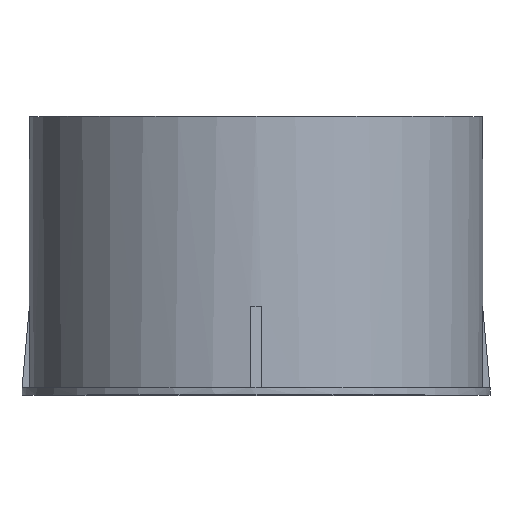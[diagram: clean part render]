
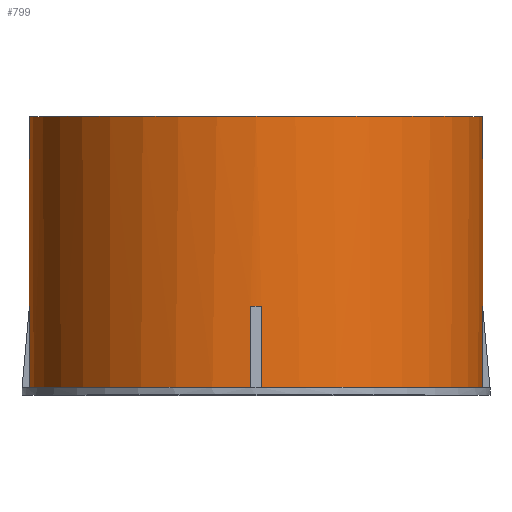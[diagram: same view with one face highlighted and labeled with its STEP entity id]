
A CAD part, top view. The second image highlights one B-rep face of the part: STEP entity #799.
In plain terms, the highlighted cylindrical face has radius 61 mm (diameter 122 mm), a full revolution.
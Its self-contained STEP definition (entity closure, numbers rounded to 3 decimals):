
#30=CIRCLE('',#872,61.);
#31=CIRCLE('',#874,61.);
#32=CIRCLE('',#877,61.);
#33=CIRCLE('',#878,61.);
#34=CIRCLE('',#881,61.);
#56=CYLINDRICAL_SURFACE('',#871,61.);
#66=ELLIPSE('',#862,61.254,61.);
#67=ELLIPSE('',#864,61.254,61.);
#70=ELLIPSE('',#873,61.254,61.);
#71=ELLIPSE('',#875,61.254,61.);
#72=ELLIPSE('',#876,61.254,61.);
#73=ELLIPSE('',#879,61.254,61.);
#74=ELLIPSE('',#880,61.254,61.);
#75=ELLIPSE('',#882,61.254,61.);
#89=FACE_OUTER_BOUND('',#134,.T.);
#134=EDGE_LOOP('',(#555,#556,#557,#558,#559,#560,#561,#562,#563,#564,#565,
#566,#567,#568,#569,#570,#571,#572,#573,#574,#575,#576,#577));
#187=LINE('',#1201,#261);
#196=LINE('',#1223,#270);
#203=LINE('',#1243,#277);
#204=LINE('',#1247,#278);
#205=LINE('',#1251,#279);
#206=LINE('',#1257,#280);
#207=LINE('',#1262,#281);
#208=LINE('',#1268,#282);
#209=LINE('',#1272,#283);
#261=VECTOR('',#951,10.);
#270=VECTOR('',#970,10.);
#277=VECTOR('',#991,61.);
#278=VECTOR('',#994,10.);
#279=VECTOR('',#997,10.);
#280=VECTOR('',#1002,10.);
#281=VECTOR('',#1007,10.);
#282=VECTOR('',#1012,10.);
#283=VECTOR('',#1015,10.);
#335=VERTEX_POINT('',#1199);
#336=VERTEX_POINT('',#1200);
#341=VERTEX_POINT('',#1212);
#342=VERTEX_POINT('',#1213);
#344=VERTEX_POINT('',#1222);
#349=VERTEX_POINT('',#1240);
#350=VERTEX_POINT('',#1242);
#351=VERTEX_POINT('',#1244);
#352=VERTEX_POINT('',#1246);
#353=VERTEX_POINT('',#1248);
#354=VERTEX_POINT('',#1250);
#355=VERTEX_POINT('',#1252);
#356=VERTEX_POINT('',#1254);
#357=VERTEX_POINT('',#1256);
#358=VERTEX_POINT('',#1259);
#359=VERTEX_POINT('',#1261);
#360=VERTEX_POINT('',#1263);
#361=VERTEX_POINT('',#1265);
#362=VERTEX_POINT('',#1267);
#363=VERTEX_POINT('',#1269);
#364=VERTEX_POINT('',#1271);
#409=EDGE_CURVE('',#335,#336,#187,.T.);
#415=EDGE_CURVE('',#341,#342,#66,.T.);
#418=EDGE_CURVE('',#336,#341,#67,.T.);
#420=EDGE_CURVE('',#342,#344,#196,.T.);
#429=EDGE_CURVE('',#349,#349,#30,.T.);
#430=EDGE_CURVE('',#349,#350,#203,.T.);
#431=EDGE_CURVE('',#350,#351,#70,.T.);
#432=EDGE_CURVE('',#351,#352,#204,.T.);
#433=EDGE_CURVE('',#353,#352,#31,.T.);
#434=EDGE_CURVE('',#353,#354,#205,.T.);
#435=EDGE_CURVE('',#354,#355,#71,.T.);
#436=EDGE_CURVE('',#355,#356,#72,.T.);
#437=EDGE_CURVE('',#356,#357,#206,.T.);
#438=EDGE_CURVE('',#335,#357,#32,.T.);
#439=EDGE_CURVE('',#358,#344,#33,.T.);
#440=EDGE_CURVE('',#358,#359,#207,.T.);
#441=EDGE_CURVE('',#359,#360,#73,.T.);
#442=EDGE_CURVE('',#360,#361,#74,.T.);
#443=EDGE_CURVE('',#361,#362,#208,.T.);
#444=EDGE_CURVE('',#363,#362,#34,.T.);
#445=EDGE_CURVE('',#363,#364,#209,.T.);
#446=EDGE_CURVE('',#364,#350,#75,.T.);
#555=ORIENTED_EDGE('',*,*,#429,.F.);
#556=ORIENTED_EDGE('',*,*,#430,.T.);
#557=ORIENTED_EDGE('',*,*,#431,.T.);
#558=ORIENTED_EDGE('',*,*,#432,.T.);
#559=ORIENTED_EDGE('',*,*,#433,.F.);
#560=ORIENTED_EDGE('',*,*,#434,.T.);
#561=ORIENTED_EDGE('',*,*,#435,.T.);
#562=ORIENTED_EDGE('',*,*,#436,.T.);
#563=ORIENTED_EDGE('',*,*,#437,.T.);
#564=ORIENTED_EDGE('',*,*,#438,.F.);
#565=ORIENTED_EDGE('',*,*,#409,.T.);
#566=ORIENTED_EDGE('',*,*,#418,.T.);
#567=ORIENTED_EDGE('',*,*,#415,.T.);
#568=ORIENTED_EDGE('',*,*,#420,.T.);
#569=ORIENTED_EDGE('',*,*,#439,.F.);
#570=ORIENTED_EDGE('',*,*,#440,.T.);
#571=ORIENTED_EDGE('',*,*,#441,.T.);
#572=ORIENTED_EDGE('',*,*,#442,.T.);
#573=ORIENTED_EDGE('',*,*,#443,.T.);
#574=ORIENTED_EDGE('',*,*,#444,.F.);
#575=ORIENTED_EDGE('',*,*,#445,.T.);
#576=ORIENTED_EDGE('',*,*,#446,.T.);
#577=ORIENTED_EDGE('',*,*,#430,.F.);
#799=ADVANCED_FACE('',(#89),#56,.T.);
#862=AXIS2_PLACEMENT_3D('',#1214,#959,#960);
#864=AXIS2_PLACEMENT_3D('',#1219,#965,#966);
#871=AXIS2_PLACEMENT_3D('',#1239,#987,#988);
#872=AXIS2_PLACEMENT_3D('',#1241,#989,#990);
#873=AXIS2_PLACEMENT_3D('',#1245,#992,#993);
#874=AXIS2_PLACEMENT_3D('',#1249,#995,#996);
#875=AXIS2_PLACEMENT_3D('',#1253,#998,#999);
#876=AXIS2_PLACEMENT_3D('',#1255,#1000,#1001);
#877=AXIS2_PLACEMENT_3D('',#1258,#1003,#1004);
#878=AXIS2_PLACEMENT_3D('',#1260,#1005,#1006);
#879=AXIS2_PLACEMENT_3D('',#1264,#1008,#1009);
#880=AXIS2_PLACEMENT_3D('',#1266,#1010,#1011);
#881=AXIS2_PLACEMENT_3D('',#1270,#1013,#1014);
#882=AXIS2_PLACEMENT_3D('',#1273,#1016,#1017);
#951=DIRECTION('',(0.,1.,0.));
#959=DIRECTION('center_axis',(0.091,0.996,0.));
#960=DIRECTION('ref_axis',(-0.996,0.091,0.));
#965=DIRECTION('center_axis',(0.091,0.996,0.));
#966=DIRECTION('ref_axis',(-0.996,0.091,0.));
#970=DIRECTION('',(0.,-1.,0.));
#987=DIRECTION('center_axis',(0.,1.,0.));
#988=DIRECTION('ref_axis',(-1.,0.,0.));
#989=DIRECTION('center_axis',(0.,1.,0.));
#990=DIRECTION('ref_axis',(-1.,0.,0.));
#991=DIRECTION('',(0.,-1.,0.));
#992=DIRECTION('center_axis',(-0.091,0.996,0.));
#993=DIRECTION('ref_axis',(-0.996,-0.091,0.));
#994=DIRECTION('',(0.,-1.,0.));
#995=DIRECTION('center_axis',(0.,-1.,0.));
#996=DIRECTION('ref_axis',(1.,0.,0.));
#997=DIRECTION('',(0.,1.,0.));
#998=DIRECTION('center_axis',(0.,0.996,0.091));
#999=DIRECTION('ref_axis',(0.,-0.091,0.996));
#1000=DIRECTION('center_axis',(0.,0.996,0.091));
#1001=DIRECTION('ref_axis',(0.,-0.091,0.996));
#1002=DIRECTION('',(0.,-1.,0.));
#1003=DIRECTION('center_axis',(0.,-1.,0.));
#1004=DIRECTION('ref_axis',(1.,0.,0.));
#1005=DIRECTION('center_axis',(0.,-1.,0.));
#1006=DIRECTION('ref_axis',(1.,0.,0.));
#1007=DIRECTION('',(0.,1.,0.));
#1008=DIRECTION('center_axis',(0.,0.996,-0.091));
#1009=DIRECTION('ref_axis',(0.,0.091,0.996));
#1010=DIRECTION('center_axis',(0.,0.996,-0.091));
#1011=DIRECTION('ref_axis',(0.,0.091,0.996));
#1012=DIRECTION('',(0.,-1.,0.));
#1013=DIRECTION('center_axis',(0.,-1.,0.));
#1014=DIRECTION('ref_axis',(1.,0.,0.));
#1015=DIRECTION('',(0.,1.,0.));
#1016=DIRECTION('center_axis',(-0.091,0.996,0.));
#1017=DIRECTION('ref_axis',(-0.996,-0.091,0.));
#1199=CARTESIAN_POINT('',(-60.982,2.,-1.5));
#1200=CARTESIAN_POINT('',(-60.982,23.907,-1.5));
#1201=CARTESIAN_POINT('',(-60.982,0.,-1.5));
#1212=CARTESIAN_POINT('',(-61.,23.909,0.));
#1213=CARTESIAN_POINT('',(-60.982,23.907,1.5));
#1214=CARTESIAN_POINT('Origin',(0.,18.34,0.));
#1219=CARTESIAN_POINT('Origin',(0.,18.34,0.));
#1222=CARTESIAN_POINT('',(-60.982,2.,1.5));
#1223=CARTESIAN_POINT('',(-60.982,0.,1.5));
#1239=CARTESIAN_POINT('Origin',(0.,0.,0.));
#1240=CARTESIAN_POINT('',(61.,75.,0.));
#1241=CARTESIAN_POINT('Origin',(0.,75.,0.));
#1242=CARTESIAN_POINT('',(61.,23.909,0.));
#1243=CARTESIAN_POINT('',(61.,0.,0.));
#1244=CARTESIAN_POINT('',(60.982,23.907,-1.5));
#1245=CARTESIAN_POINT('Origin',(0.,18.34,0.));
#1246=CARTESIAN_POINT('',(60.982,2.,-1.5));
#1247=CARTESIAN_POINT('',(60.982,0.,-1.5));
#1248=CARTESIAN_POINT('',(1.5,2.,-60.982));
#1249=CARTESIAN_POINT('Origin',(0.,2.,0.));
#1250=CARTESIAN_POINT('',(1.5,23.907,-60.982));
#1251=CARTESIAN_POINT('',(1.5,0.,-60.982));
#1252=CARTESIAN_POINT('',(0.,23.909,-61.));
#1253=CARTESIAN_POINT('Origin',(0.,18.34,0.));
#1254=CARTESIAN_POINT('',(-1.5,23.907,-60.982));
#1255=CARTESIAN_POINT('Origin',(0.,18.34,0.));
#1256=CARTESIAN_POINT('',(-1.5,2.,-60.982));
#1257=CARTESIAN_POINT('',(-1.5,0.,-60.982));
#1258=CARTESIAN_POINT('Origin',(0.,2.,0.));
#1259=CARTESIAN_POINT('',(-1.5,2.,60.982));
#1260=CARTESIAN_POINT('Origin',(0.,2.,0.));
#1261=CARTESIAN_POINT('',(-1.5,23.907,60.982));
#1262=CARTESIAN_POINT('',(-1.5,0.,60.982));
#1263=CARTESIAN_POINT('',(0.,23.909,61.));
#1264=CARTESIAN_POINT('Origin',(0.,18.34,0.));
#1265=CARTESIAN_POINT('',(1.5,23.907,60.982));
#1266=CARTESIAN_POINT('Origin',(0.,18.34,0.));
#1267=CARTESIAN_POINT('',(1.5,2.,60.982));
#1268=CARTESIAN_POINT('',(1.5,0.,60.982));
#1269=CARTESIAN_POINT('',(60.982,2.,1.5));
#1270=CARTESIAN_POINT('Origin',(0.,2.,0.));
#1271=CARTESIAN_POINT('',(60.982,23.907,1.5));
#1272=CARTESIAN_POINT('',(60.982,0.,1.5));
#1273=CARTESIAN_POINT('Origin',(0.,18.34,0.));
